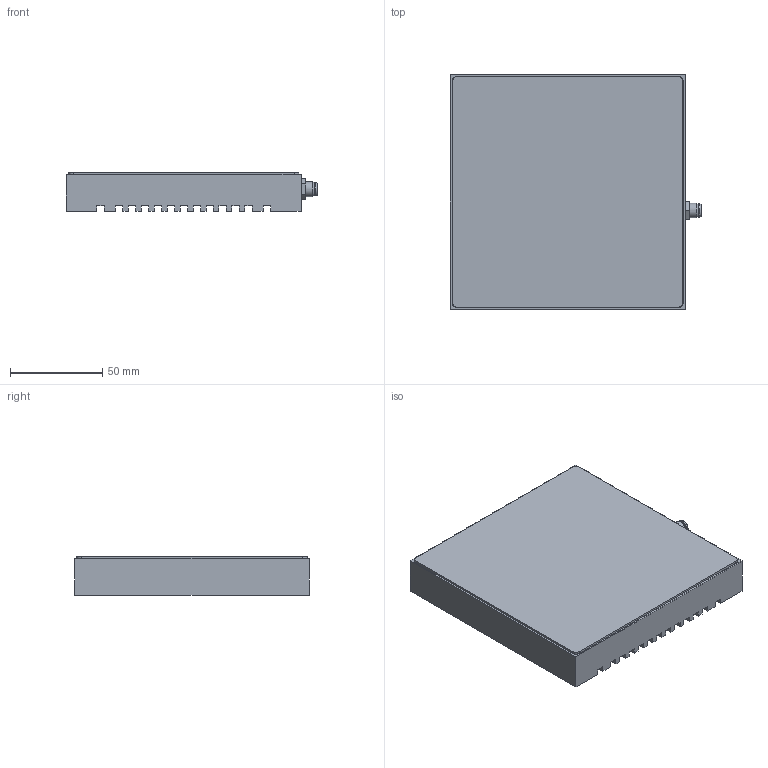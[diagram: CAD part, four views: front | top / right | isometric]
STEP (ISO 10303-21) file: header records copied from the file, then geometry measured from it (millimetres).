
FILE_DESCRIPTION(/* description */ (''),/* implementation_level */ '2;1');
FILE_NAME(/* name */ 'ipf_z3d_ED1B0770.stp',/* time_stamp */ '2018-08-02T10:13:04+02:00',/* author */ ('g.aydin'),/* organization */ (''),/* preprocessor_version */ 'ST-DEVELOPER v15.2',/* originating_system */ 'Autodesk Inventor 2014',/* authorisation */ '');
FILE_SCHEMA (('AUTOMOTIVE_DESIGN { 1 0 10303 214 3 1 1 }'));
Length unit declared in the file: millimetre
Products named in the file (5): AO000447_Korpus; 1694347; AO000447_Frontscheibe; ipf_z3d_ED1B0770
Bounding box: 136 x 127 x 21 mm (x, y, z)
Volume: 143083.6 mm3; surface area: 92355.3 mm2
Topology: 3 solids, 3 shells, 167 faces, 428 edges, 284 vertices
Faces by surface type: plane 103, cylinder 50, cone 9, sphere 4, torus 1
Full cylindrical faces by diameter (mm): 0.6 x4, 1 x8, 2.459 x4, 5.8 x1, 6.2 x1, 6.4 x1, 6.8 x2, 7.2 x1, 8 x3, 8.1 x1
Entity records: 4889 total; most frequent: DIRECTION 822, CARTESIAN_POINT 806, ORIENTED_EDGE 734, EDGE_CURVE 367, AXIS2_PLACEMENT_3D 279, LINE 264, VECTOR 264, VERTEX_POINT 263
